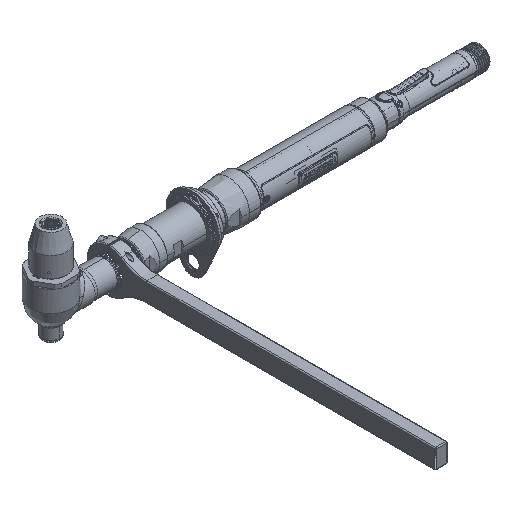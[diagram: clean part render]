
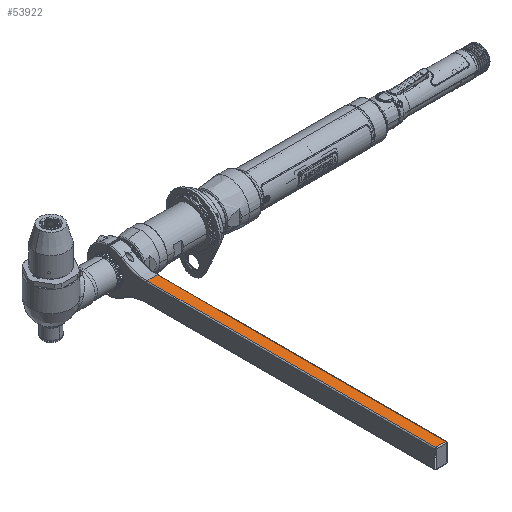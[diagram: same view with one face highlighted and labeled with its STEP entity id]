
A CAD part, isometric view. The second image highlights one B-rep face of the part: STEP entity #53922.
In plain terms, the highlighted planar face has unit normal (0, 0, 1).
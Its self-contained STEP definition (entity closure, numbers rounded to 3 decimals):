
#51915=DIRECTION('',(0.,-1.,0.));
#51916=VECTOR('',#51915,17.651);
#51917=CARTESIAN_POINT('',(-7.532,-2.289,0.588));
#51918=LINE('',#51917,#51916);
#51936=DIRECTION('',(1.,0.,0.));
#51937=VECTOR('',#51936,0.63);
#51938=CARTESIAN_POINT('',(-7.532,-2.289,0.588));
#51939=LINE('',#51938,#51937);
#51952=DIRECTION('',(-1.,0.,0.));
#51953=VECTOR('',#51952,0.63);
#51954=CARTESIAN_POINT('',(-6.902,-19.94,0.588));
#51955=LINE('',#51954,#51953);
#53057=DIRECTION('',(0.,1.,0.));
#53058=VECTOR('',#53057,17.651);
#53059=CARTESIAN_POINT('',(-6.902,-19.94,0.588));
#53060=LINE('',#53059,#53058);
#53634=CARTESIAN_POINT('',(-6.902,-19.94,0.588));
#53635=CARTESIAN_POINT('',(-7.532,-19.94,0.588));
#53636=VERTEX_POINT('',#53634);
#53637=VERTEX_POINT('',#53635);
#53638=CARTESIAN_POINT('',(-7.532,-2.289,0.588));
#53639=VERTEX_POINT('',#53638);
#53670=CARTESIAN_POINT('',(-6.902,-2.289,0.588));
#53671=VERTEX_POINT('',#53670);
#53908=CARTESIAN_POINT('',(-7.592,-2.289,0.588));
#53909=DIRECTION('',(0.,0.,1.));
#53910=DIRECTION('',(0.,-1.,0.));
#53911=AXIS2_PLACEMENT_3D('',#53908,#53909,#53910);
#53912=PLANE('',#53911);
#53914=ORIENTED_EDGE('',*,*,#53913,.T.);
#53915=ORIENTED_EDGE('',*,*,#53898,.F.);
#53917=ORIENTED_EDGE('',*,*,#53916,.T.);
#53919=ORIENTED_EDGE('',*,*,#53918,.F.);
#53920=EDGE_LOOP('',(#53914,#53915,#53917,#53919));
#53921=FACE_OUTER_BOUND('',#53920,.F.);
#53922=ADVANCED_FACE('',(#53921),#53912,.T.);
#53898=EDGE_CURVE('',#53639,#53637,#51918,.T.);
#53913=EDGE_CURVE('',#53636,#53637,#51955,.T.);
#53916=EDGE_CURVE('',#53639,#53671,#51939,.T.);
#53918=EDGE_CURVE('',#53636,#53671,#53060,.T.);
